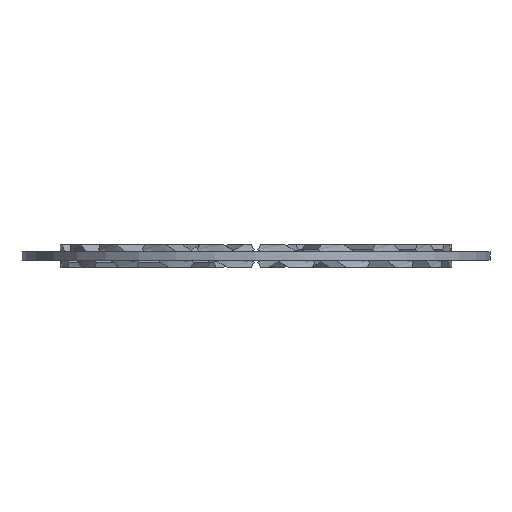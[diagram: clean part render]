
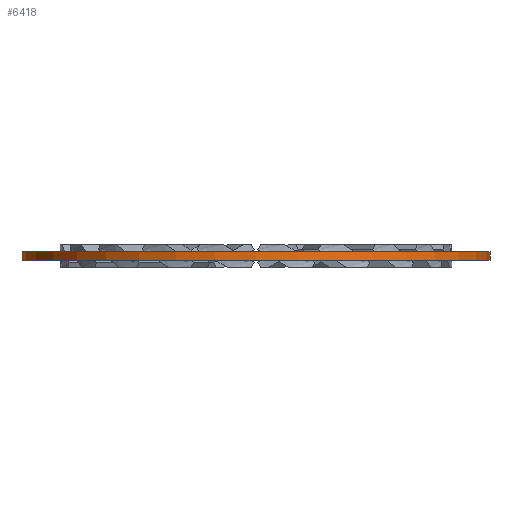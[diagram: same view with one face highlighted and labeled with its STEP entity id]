
A CAD part, front view. The second image highlights one B-rep face of the part: STEP entity #6418.
In plain terms, the highlighted cylindrical face has radius 40 mm (diameter 80 mm), a full revolution.
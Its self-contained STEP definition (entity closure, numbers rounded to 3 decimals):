
#164 = DIRECTION ( 'NONE',  ( 0., 0., 1. ) ) ;
#231 = DIRECTION ( 'NONE',  ( 1., 0., 0. ) ) ;
#1073 = CARTESIAN_POINT ( 'NONE',  ( 40., 0., 0.7 ) ) ;
#1095 = ORIENTED_EDGE ( 'NONE', *, *, #5375, .F. ) ;
#1378 = FACE_OUTER_BOUND ( 'NONE', #4812, .T. ) ;
#1768 = EDGE_CURVE ( 'NONE', #2614, #2614, #3406, .T. ) ;
#2194 = AXIS2_PLACEMENT_3D ( 'NONE', #4563, #4584, #4514 ) ;
#2398 = DIRECTION ( 'NONE',  ( 0., 0., 1. ) ) ;
#2447 = VERTEX_POINT ( 'NONE', #1073 ) ;
#2614 = VERTEX_POINT ( 'NONE', #3186 ) ;
#3134 = EDGE_LOOP ( 'NONE', ( #6159 ) ) ;
#3186 = CARTESIAN_POINT ( 'NONE',  ( 40., 0., -0.7 ) ) ;
#3197 = AXIS2_PLACEMENT_3D ( 'NONE', #5424, #2398, #4882 ) ;
#3406 = CIRCLE ( 'NONE', #4159, 40. ) ;
#4159 = AXIS2_PLACEMENT_3D ( 'NONE', #6109, #164, #231 ) ;
#4289 = CYLINDRICAL_SURFACE ( 'NONE', #2194, 40. ) ;
#4514 = DIRECTION ( 'NONE',  ( 1., 0., 0. ) ) ;
#4563 = CARTESIAN_POINT ( 'NONE',  ( 0., 0., -0.7 ) ) ;
#4584 = DIRECTION ( 'NONE',  ( 0., 0., 1. ) ) ;
#4812 = EDGE_LOOP ( 'NONE', ( #1095 ) ) ;
#4858 = CIRCLE ( 'NONE', #3197, 40. ) ;
#4882 = DIRECTION ( 'NONE',  ( 1., 0., 0. ) ) ;
#4915 = FACE_OUTER_BOUND ( 'NONE', #3134, .T. ) ;
#5375 = EDGE_CURVE ( 'NONE', #2447, #2447, #4858, .T. ) ;
#5424 = CARTESIAN_POINT ( 'NONE',  ( 0., 0., 0.7 ) ) ;
#6109 = CARTESIAN_POINT ( 'NONE',  ( 0., 0., -0.7 ) ) ;
#6159 = ORIENTED_EDGE ( 'NONE', *, *, #1768, .T. ) ;
#6418 = ADVANCED_FACE ( 'NONE', ( #4915, #1378 ), #4289, .T. ) ;
